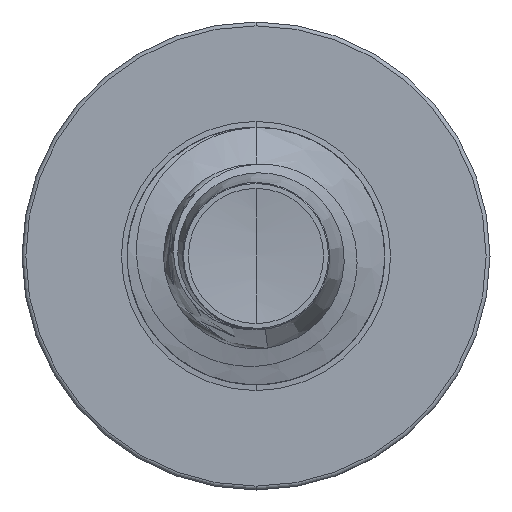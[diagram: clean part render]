
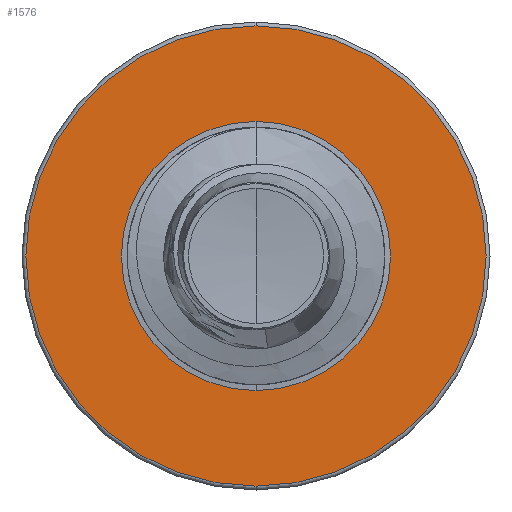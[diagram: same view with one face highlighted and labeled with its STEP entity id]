
A CAD part, front view. The second image highlights one B-rep face of the part: STEP entity #1576.
In plain terms, the highlighted planar face has unit normal (0, -1, 0).
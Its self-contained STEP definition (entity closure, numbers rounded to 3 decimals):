
#151 = EDGE_CURVE ( 'NONE', #4261, #6423, #20264, .T. ) ;
#567 = DIRECTION ( 'NONE',  ( 0., 0., 1. ) ) ;
#1576 = ADVANCED_FACE ( 'NONE', ( #9808, #9197 ), #15379, .F. ) ;
#1670 = EDGE_LOOP ( 'NONE', ( #18837, #9908 ) ) ;
#2325 = CARTESIAN_POINT ( 'NONE',  ( 0., 12.5, 0. ) ) ;
#2853 = CIRCLE ( 'NONE', #19107, 1.15 ) ;
#3660 = EDGE_LOOP ( 'NONE', ( #5255, #20805 ) ) ;
#4261 = VERTEX_POINT ( 'NONE', #10916 ) ;
#4382 = DIRECTION ( 'NONE',  ( 0., 0., 1. ) ) ;
#5255 = ORIENTED_EDGE ( 'NONE', *, *, #20738, .T. ) ;
#5655 = EDGE_CURVE ( 'NONE', #6770, #10846, #13518, .T. ) ;
#5688 = AXIS2_PLACEMENT_3D ( 'NONE', #15862, #15461, #11408 ) ;
#5890 = AXIS2_PLACEMENT_3D ( 'NONE', #23012, #12621, #567 ) ;
#6423 = VERTEX_POINT ( 'NONE', #15865 ) ;
#6770 = VERTEX_POINT ( 'NONE', #15734 ) ;
#9197 = FACE_BOUND ( 'NONE', #3660, .T. ) ;
#9808 = FACE_OUTER_BOUND ( 'NONE', #1670, .T. ) ;
#9908 = ORIENTED_EDGE ( 'NONE', *, *, #14302, .F. ) ;
#10846 = VERTEX_POINT ( 'NONE', #14339 ) ;
#10916 = CARTESIAN_POINT ( 'NONE',  ( 0., 12.5, 1.967 ) ) ;
#11408 = DIRECTION ( 'NONE',  ( 0., 0., 1. ) ) ;
#12621 = DIRECTION ( 'NONE',  ( 0., 1., 0. ) ) ;
#13518 = CIRCLE ( 'NONE', #22471, 1.15 ) ;
#14302 = EDGE_CURVE ( 'NONE', #6423, #4261, #21648, .T. ) ;
#14339 = CARTESIAN_POINT ( 'NONE',  ( 0., 12.5, 1.15 ) ) ;
#14494 = DIRECTION ( 'NONE',  ( 0., 1., 0. ) ) ;
#15379 = PLANE ( 'NONE',  #5688 ) ;
#15399 = AXIS2_PLACEMENT_3D ( 'NONE', #18030, #14494, #19035 ) ;
#15461 = DIRECTION ( 'NONE',  ( 0., 1., 0. ) ) ;
#15734 = CARTESIAN_POINT ( 'NONE',  ( 0., 12.5, -1.15 ) ) ;
#15862 = CARTESIAN_POINT ( 'NONE',  ( 0., 12.5, -1.15 ) ) ;
#15865 = CARTESIAN_POINT ( 'NONE',  ( 0., 12.5, -1.967 ) ) ;
#16145 = DIRECTION ( 'NONE',  ( 0., 1., 0. ) ) ;
#17142 = DIRECTION ( 'NONE',  ( 0., 0., 1. ) ) ;
#17213 = DIRECTION ( 'NONE',  ( 0., 1., 0. ) ) ;
#17268 = CARTESIAN_POINT ( 'NONE',  ( 0., 12.5, 0. ) ) ;
#18030 = CARTESIAN_POINT ( 'NONE',  ( 0., 12.5, 0. ) ) ;
#18837 = ORIENTED_EDGE ( 'NONE', *, *, #151, .F. ) ;
#19035 = DIRECTION ( 'NONE',  ( 0., 0., 1. ) ) ;
#19107 = AXIS2_PLACEMENT_3D ( 'NONE', #2325, #16145, #4382 ) ;
#20264 = CIRCLE ( 'NONE', #15399, 1.967 ) ;
#20738 = EDGE_CURVE ( 'NONE', #10846, #6770, #2853, .T. ) ;
#20805 = ORIENTED_EDGE ( 'NONE', *, *, #5655, .T. ) ;
#21648 = CIRCLE ( 'NONE', #5890, 1.967 ) ;
#22471 = AXIS2_PLACEMENT_3D ( 'NONE', #17268, #17213, #17142 ) ;
#23012 = CARTESIAN_POINT ( 'NONE',  ( 0., 12.5, 0. ) ) ;
